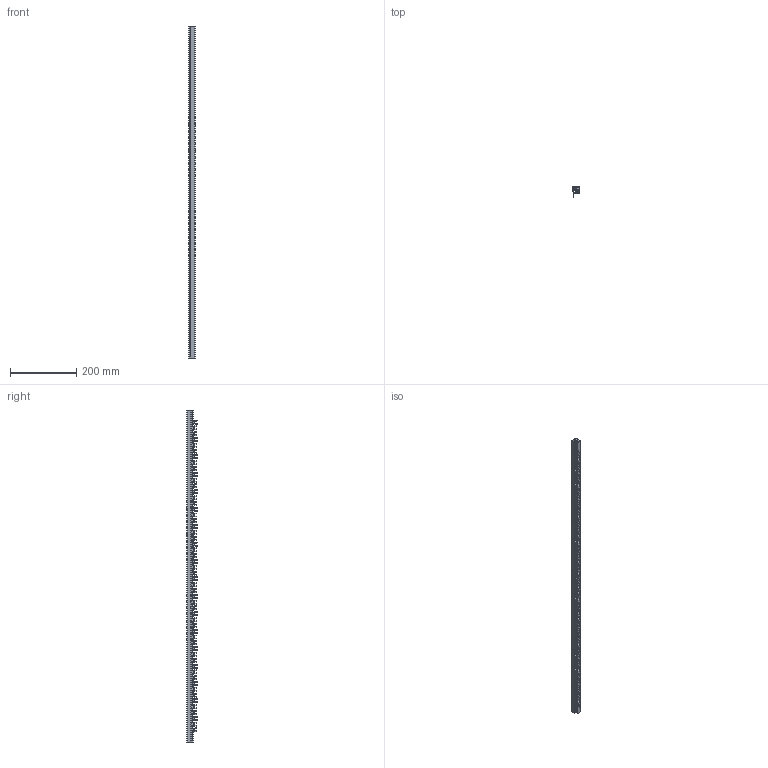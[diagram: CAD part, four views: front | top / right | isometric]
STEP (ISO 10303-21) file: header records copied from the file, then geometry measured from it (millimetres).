
FILE_DESCRIPTION((''),'2;1');
FILE_NAME('2YB674089_ASM','2024-03-28T',('dell'),(''),'PRO/ENGINEER BY PARAMETRIC TECHNOLOGY CORPORATION, 2013230','PRO/ENGINEER BY PARAMETRIC TECHNOLOGY CORPORATION, 2013230','');
FILE_SCHEMA(('AUTOMOTIVE_DESIGN { 1 0 10303 214 1 1 1 1 }'));
Length unit declared in the file: millimetre
Products named in the file (1): 2YB674089_ASM
Bounding box: 19 x 31.1 x 1000 mm (x, y, z)
Volume: 215598.5 mm3; surface area: 255966.4 mm2
Topology: 1 solids, 1 shells, 1190 faces, 3869 edges, 2580 vertices
Faces by surface type: plane 628, cylinder 562
Entity records: 43189 total; most frequent: ORIENTED_EDGE 7738, CARTESIAN_POINT 7689, DIRECTION 7562, EDGE_CURVE 3869, VERTEX_POINT 2580, VECTOR 2536, LINE 2536, AXIS2_PLACEMENT_3D 2513
